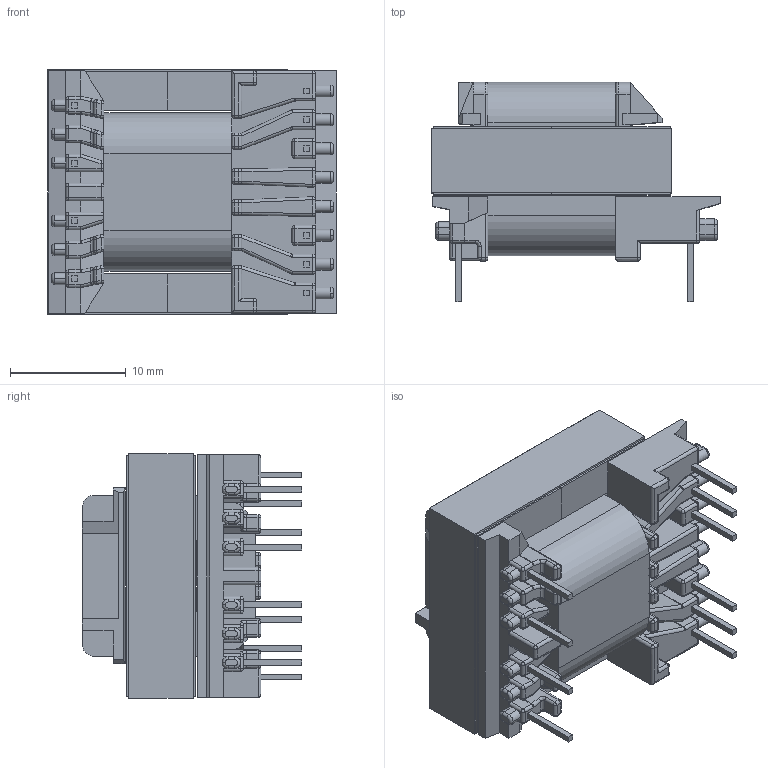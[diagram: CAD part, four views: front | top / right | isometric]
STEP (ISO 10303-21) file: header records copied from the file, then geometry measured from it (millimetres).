
FILE_DESCRIPTION (( 'STEP AP214' ), '1' );
FILE_NAME ('EE20-10-6_5643_MP2-5-10-11.STEP', '2021-06-30T19:28:45', ( '' ), ( '' ), 'SwSTEP 2.0', 'SolidWorks 2017', '' );
FILE_SCHEMA (( 'AUTOMOTIVE_DESIGN' ));
Length unit declared in the file: millimetre
Products named in the file (5): 070-5643_6A; EE20-10-6_5643_MP2-5-10-11; 440-9987-2107; 070-5643_coil; 150-2107_6B
Assembly tree (5 placements, depth 2):
  EE20-10-6_5643_MP2-5-10-11
    070-5643_6A
    070-5643_coil
    150-2107_6B  x2
    440-9987-2107
Bounding box: 24.9 x 18.91 x 21.12 mm (x, y, z)
Volume: 4710.1 mm3; surface area: 6450.2 mm2
Topology: 5 solids, 5 shells, 813 faces, 2030 edges, 1159 vertices
Faces by surface type: plane 346, cylinder 311, sphere 86, torus 62, bspline 8
Entity records: 23906 total; most frequent: CARTESIAN_POINT 4244, DIRECTION 4085, ORIENTED_EDGE 3810, EDGE_CURVE 1905, AXIS2_PLACEMENT_3D 1456, LINE 1173, VECTOR 1173, VERTEX_POINT 1123
